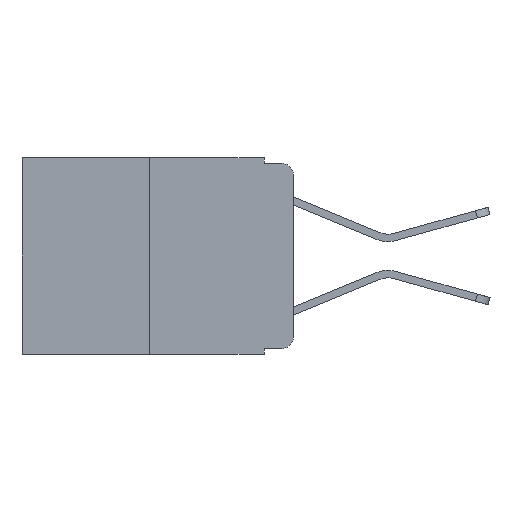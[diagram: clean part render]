
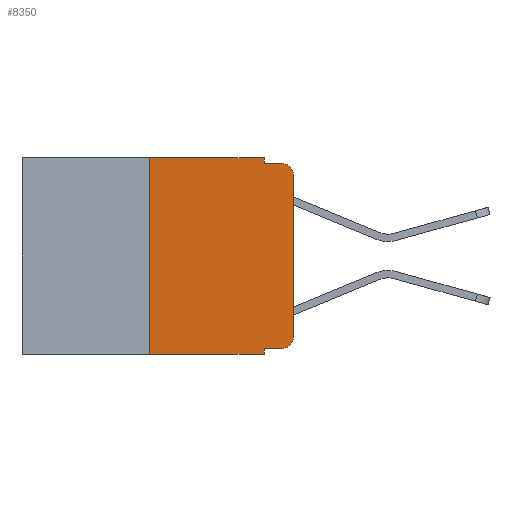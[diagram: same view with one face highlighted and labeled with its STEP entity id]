
A CAD part, left-side view. The second image highlights one B-rep face of the part: STEP entity #8350.
In plain terms, the highlighted planar face has unit normal (-1, 0, 0).
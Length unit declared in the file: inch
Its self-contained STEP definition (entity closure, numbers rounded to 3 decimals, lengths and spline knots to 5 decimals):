
#129 = VERTEX_POINT ( 'NONE', #16221 ) ;
#387 = DIRECTION ( 'NONE',  ( 0., 0., 1. ) ) ;
#548 = ORIENTED_EDGE ( 'NONE', *, *, #2696, .F. ) ;
#1052 = VERTEX_POINT ( 'NONE', #19687 ) ;
#1187 = EDGE_CURVE ( 'NONE', #129, #17528, #10721, .T. ) ;
#1311 = DIRECTION ( 'NONE',  ( 0., -1., 0. ) ) ;
#1513 = CARTESIAN_POINT ( 'NONE',  ( 0., 0.25, 0. ) ) ;
#1716 = LINE ( 'NONE', #6137, #9555 ) ;
#2150 = CARTESIAN_POINT ( 'NONE',  ( 0., 0.02, -0.01 ) ) ;
#2259 = VERTEX_POINT ( 'NONE', #18427 ) ;
#2521 = LINE ( 'NONE', #2925, #6165 ) ;
#2696 = EDGE_CURVE ( 'NONE', #17528, #16684, #2521, .T. ) ;
#2757 = EDGE_CURVE ( 'NONE', #2259, #4371, #8518, .T. ) ;
#2832 = VERTEX_POINT ( 'NONE', #13583 ) ;
#2925 = CARTESIAN_POINT ( 'NONE',  ( 0., 0.473, 0. ) ) ;
#3338 = EDGE_CURVE ( 'NONE', #4371, #8163, #4306, .T. ) ;
#3565 = VECTOR ( 'NONE', #18171, 39.37008 ) ;
#3653 = EDGE_CURVE ( 'NONE', #2832, #8163, #1716, .T. ) ;
#3811 = VECTOR ( 'NONE', #11702, 39.37008 ) ;
#4176 = EDGE_CURVE ( 'NONE', #1052, #7052, #18479, .T. ) ;
#4306 = CIRCLE ( 'NONE', #17082, 0.02 ) ;
#4371 = VERTEX_POINT ( 'NONE', #5949 ) ;
#4735 = VECTOR ( 'NONE', #10893, 39.37008 ) ;
#4860 = DIRECTION ( 'NONE',  ( 0., 0., -1. ) ) ;
#5319 = DIRECTION ( 'NONE',  ( 0., -1., 0. ) ) ;
#5949 = CARTESIAN_POINT ( 'NONE',  ( 0., 0., -0.03 ) ) ;
#6137 = CARTESIAN_POINT ( 'NONE',  ( 0., 0.051, -0.01 ) ) ;
#6165 = VECTOR ( 'NONE', #1311, 39.37008 ) ;
#6462 = PLANE ( 'NONE',  #18710 ) ;
#6851 = CARTESIAN_POINT ( 'NONE',  ( 0., 0.051, -0.333 ) ) ;
#7004 = CARTESIAN_POINT ( 'NONE',  ( 0., 0.25, 0. ) ) ;
#7052 = VERTEX_POINT ( 'NONE', #10698 ) ;
#7718 = CARTESIAN_POINT ( 'NONE',  ( 0., 0.02, -0.313 ) ) ;
#7869 = VERTEX_POINT ( 'NONE', #21030 ) ;
#7906 = ORIENTED_EDGE ( 'NONE', *, *, #2757, .T. ) ;
#8163 = VERTEX_POINT ( 'NONE', #2150 ) ;
#8350 = ADVANCED_FACE ( 'NONE', ( #9547 ), #6462, .F. ) ;
#8518 = LINE ( 'NONE', #13658, #12737 ) ;
#8590 = ORIENTED_EDGE ( 'NONE', *, *, #4176, .T. ) ;
#9547 = FACE_OUTER_BOUND ( 'NONE', #14292, .T. ) ;
#9555 = VECTOR ( 'NONE', #16497, 39.37008 ) ;
#10251 = LINE ( 'NONE', #21033, #4735 ) ;
#10368 = LINE ( 'NONE', #11849, #3811 ) ;
#10698 = CARTESIAN_POINT ( 'NONE',  ( 0., 0.02, -0.333 ) ) ;
#10721 = LINE ( 'NONE', #7004, #18717 ) ;
#10893 = DIRECTION ( 'NONE',  ( 0., 0., -1. ) ) ;
#10946 = DIRECTION ( 'NONE',  ( 0., 0., -1. ) ) ;
#11702 = DIRECTION ( 'NONE',  ( 0., 0., -1. ) ) ;
#11849 = CARTESIAN_POINT ( 'NONE',  ( 0., 0.051, 0. ) ) ;
#12049 = CARTESIAN_POINT ( 'NONE',  ( 0., 0.02, -0.03 ) ) ;
#12498 = LINE ( 'NONE', #12965, #3565 ) ;
#12589 = DIRECTION ( 'NONE',  ( -1., 0., 0. ) ) ;
#12617 = VECTOR ( 'NONE', #5319, 39.37008 ) ;
#12737 = VECTOR ( 'NONE', #15131, 39.37008 ) ;
#12965 = CARTESIAN_POINT ( 'NONE',  ( 0., 0.473, -0.343 ) ) ;
#13011 = ORIENTED_EDGE ( 'NONE', *, *, #15948, .T. ) ;
#13152 = ORIENTED_EDGE ( 'NONE', *, *, #21200, .F. ) ;
#13263 = CARTESIAN_POINT ( 'NONE',  ( 0., 0.473, 0. ) ) ;
#13583 = CARTESIAN_POINT ( 'NONE',  ( 0., 0.051, -0.01 ) ) ;
#13658 = CARTESIAN_POINT ( 'NONE',  ( 0., 0., 0. ) ) ;
#13707 = AXIS2_PLACEMENT_3D ( 'NONE', #7718, #12589, #10946 ) ;
#13724 = CIRCLE ( 'NONE', #13707, 0.02 ) ;
#14010 = ORIENTED_EDGE ( 'NONE', *, *, #1187, .F. ) ;
#14292 = EDGE_LOOP ( 'NONE', ( #7906, #21254, #19301, #13152, #548, #14010, #17390, #14697, #8590, #13011 ) ) ;
#14697 = ORIENTED_EDGE ( 'NONE', *, *, #17611, .F. ) ;
#15131 = DIRECTION ( 'NONE',  ( 0., 0., 1. ) ) ;
#15948 = EDGE_CURVE ( 'NONE', #7052, #2259, #13724, .T. ) ;
#16221 = CARTESIAN_POINT ( 'NONE',  ( 0., 0.25, -0.343 ) ) ;
#16497 = DIRECTION ( 'NONE',  ( 0., -1., 0. ) ) ;
#16684 = VERTEX_POINT ( 'NONE', #21343 ) ;
#17082 = AXIS2_PLACEMENT_3D ( 'NONE', #12049, #20226, #18828 ) ;
#17390 = ORIENTED_EDGE ( 'NONE', *, *, #17841, .T. ) ;
#17528 = VERTEX_POINT ( 'NONE', #1513 ) ;
#17611 = EDGE_CURVE ( 'NONE', #1052, #7869, #10368, .T. ) ;
#17841 = EDGE_CURVE ( 'NONE', #129, #7869, #12498, .T. ) ;
#18171 = DIRECTION ( 'NONE',  ( 0., -1., 0. ) ) ;
#18427 = CARTESIAN_POINT ( 'NONE',  ( 0., 0., -0.313 ) ) ;
#18470 = DIRECTION ( 'NONE',  ( 1., 0., 0. ) ) ;
#18479 = LINE ( 'NONE', #6851, #12617 ) ;
#18710 = AXIS2_PLACEMENT_3D ( 'NONE', #13263, #18470, #4860 ) ;
#18717 = VECTOR ( 'NONE', #387, 39.37008 ) ;
#18828 = DIRECTION ( 'NONE',  ( 0., 0., -1. ) ) ;
#19301 = ORIENTED_EDGE ( 'NONE', *, *, #3653, .F. ) ;
#19687 = CARTESIAN_POINT ( 'NONE',  ( 0., 0.051, -0.333 ) ) ;
#20226 = DIRECTION ( 'NONE',  ( -1., 0., 0. ) ) ;
#21030 = CARTESIAN_POINT ( 'NONE',  ( 0., 0.051, -0.343 ) ) ;
#21033 = CARTESIAN_POINT ( 'NONE',  ( 0., 0.051, 0. ) ) ;
#21200 = EDGE_CURVE ( 'NONE', #16684, #2832, #10251, .T. ) ;
#21254 = ORIENTED_EDGE ( 'NONE', *, *, #3338, .T. ) ;
#21343 = CARTESIAN_POINT ( 'NONE',  ( 0., 0.051, 0. ) ) ;
